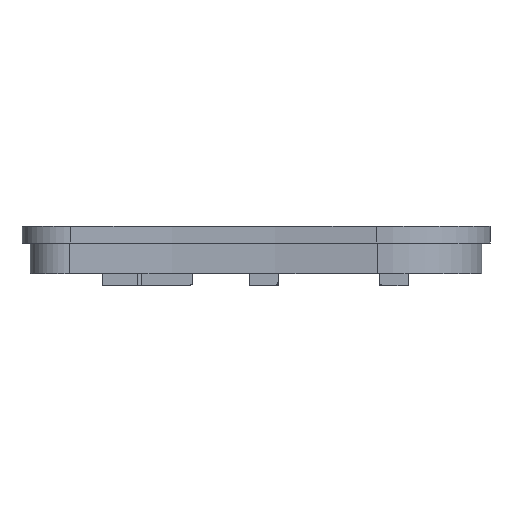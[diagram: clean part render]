
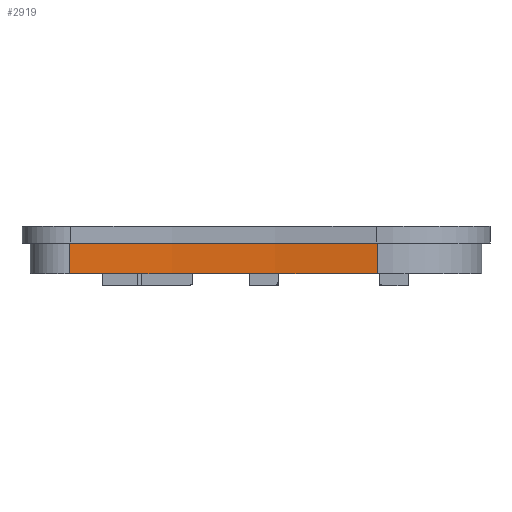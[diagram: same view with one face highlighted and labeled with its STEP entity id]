
A CAD part, left-side view. The second image highlights one B-rep face of the part: STEP entity #2919.
In plain terms, the highlighted cylindrical face has radius 300 mm (diameter 600 mm), a partial arc.
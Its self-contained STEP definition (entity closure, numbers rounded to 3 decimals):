
#58 = EDGE_CURVE ( 'NONE', #5232, #4538, #643, .T. ) ;
#59 = CYLINDRICAL_SURFACE ( 'NONE', #6018, 300. ) ;
#309 = CARTESIAN_POINT ( 'NONE',  ( 345., 1.5, 5. ) ) ;
#330 = DIRECTION ( 'NONE',  ( 0., -1., 0. ) ) ;
#360 = DIRECTION ( 'NONE',  ( 0., 0., -1. ) ) ;
#378 = CARTESIAN_POINT ( 'NONE',  ( 47.326, -1., 42.282 ) ) ;
#643 = CIRCLE ( 'NONE', #2768, 300. ) ;
#1017 = DIRECTION ( 'NONE',  ( 0., -1., 0. ) ) ;
#1220 = ORIENTED_EDGE ( 'NONE', *, *, #58, .F. ) ;
#1268 = EDGE_CURVE ( 'NONE', #6196, #4538, #4768, .T. ) ;
#1311 = EDGE_CURVE ( 'NONE', #1357, #5232, #3634, .T. ) ;
#1357 = VERTEX_POINT ( 'NONE', #1763 ) ;
#1437 = EDGE_LOOP ( 'NONE', ( #1220, #2636, #2411, #3876 ) ) ;
#1763 = CARTESIAN_POINT ( 'NONE',  ( 47.326, 6.5, -32.282 ) ) ;
#1828 = DIRECTION ( 'NONE',  ( 0., -1., 0. ) ) ;
#2002 = CIRCLE ( 'NONE', #3884, 300. ) ;
#2022 = CARTESIAN_POINT ( 'NONE',  ( 47.326, 1.5, -32.282 ) ) ;
#2089 = VECTOR ( 'NONE', #2309, 1000. ) ;
#2175 = CARTESIAN_POINT ( 'NONE',  ( 47.326, 1.5, 42.282 ) ) ;
#2309 = DIRECTION ( 'NONE',  ( 0., -1., 0. ) ) ;
#2411 = ORIENTED_EDGE ( 'NONE', *, *, #5180, .F. ) ;
#2602 = CARTESIAN_POINT ( 'NONE',  ( 47.326, -1., -32.282 ) ) ;
#2636 = ORIENTED_EDGE ( 'NONE', *, *, #1311, .F. ) ;
#2768 = AXIS2_PLACEMENT_3D ( 'NONE', #5700, #5706, #5646 ) ;
#2919 = ADVANCED_FACE ( 'NONE', ( #5447 ), #59, .F. ) ;
#3634 = LINE ( 'NONE', #2022, #5724 ) ;
#3876 = ORIENTED_EDGE ( 'NONE', *, *, #1268, .T. ) ;
#3884 = AXIS2_PLACEMENT_3D ( 'NONE', #4120, #1017, #4584 ) ;
#4120 = CARTESIAN_POINT ( 'NONE',  ( 345., 6.5, 5. ) ) ;
#4538 = VERTEX_POINT ( 'NONE', #378 ) ;
#4584 = DIRECTION ( 'NONE',  ( 0., 0., 1. ) ) ;
#4768 = LINE ( 'NONE', #2175, #2089 ) ;
#5180 = EDGE_CURVE ( 'NONE', #6196, #1357, #2002, .T. ) ;
#5232 = VERTEX_POINT ( 'NONE', #2602 ) ;
#5447 = FACE_OUTER_BOUND ( 'NONE', #1437, .T. ) ;
#5646 = DIRECTION ( 'NONE',  ( 0., 0., -1. ) ) ;
#5688 = CARTESIAN_POINT ( 'NONE',  ( 47.326, 6.5, 42.282 ) ) ;
#5700 = CARTESIAN_POINT ( 'NONE',  ( 345., -1., 5. ) ) ;
#5706 = DIRECTION ( 'NONE',  ( 0., 1., 0. ) ) ;
#5724 = VECTOR ( 'NONE', #1828, 1000. ) ;
#6018 = AXIS2_PLACEMENT_3D ( 'NONE', #309, #330, #360 ) ;
#6196 = VERTEX_POINT ( 'NONE', #5688 ) ;
